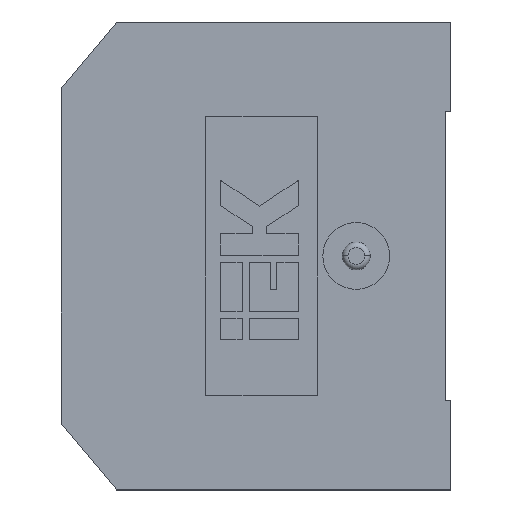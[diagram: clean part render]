
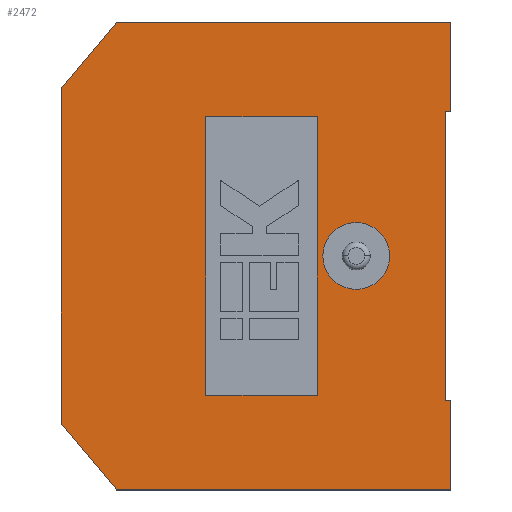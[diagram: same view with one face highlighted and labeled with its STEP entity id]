
A CAD part, top view. The second image highlights one B-rep face of the part: STEP entity #2472.
In plain terms, the highlighted planar face has unit normal (0, 0, 1).
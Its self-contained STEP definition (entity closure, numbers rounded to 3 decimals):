
#36 = VECTOR ( 'NONE', #1473, 1000. ) ;
#54 = VERTEX_POINT ( 'NONE', #88 ) ;
#58 = CARTESIAN_POINT ( 'NONE',  ( 5., 21., 4. ) ) ;
#88 = CARTESIAN_POINT ( 'NONE',  ( 35., 21., 4. ) ) ;
#103 = EDGE_CURVE ( 'NONE', #660, #54, #300, .T. ) ;
#104 = DIRECTION ( 'NONE',  ( -0.64, -0.768, 0. ) ) ;
#107 = PLANE ( 'NONE',  #1734 ) ;
#147 = AXIS2_PLACEMENT_3D ( 'NONE', #1147, #2863, #1411 ) ;
#212 = VECTOR ( 'NONE', #319, 1000. ) ;
#217 = LINE ( 'NONE', #1079, #813 ) ;
#218 = DIRECTION ( 'NONE',  ( -1., 0., 0. ) ) ;
#220 = ORIENTED_EDGE ( 'NONE', *, *, #1089, .T. ) ;
#264 = CARTESIAN_POINT ( 'NONE',  ( 13., -12.5, 4. ) ) ;
#299 = ORIENTED_EDGE ( 'NONE', *, *, #953, .T. ) ;
#300 = LINE ( 'NONE', #350, #886 ) ;
#319 = DIRECTION ( 'NONE',  ( -1., 0., 0. ) ) ;
#350 = CARTESIAN_POINT ( 'NONE',  ( 35., 21., 4. ) ) ;
#451 = VERTEX_POINT ( 'NONE', #1021 ) ;
#466 = CARTESIAN_POINT ( 'NONE',  ( 35., -13., 4. ) ) ;
#469 = ORIENTED_EDGE ( 'NONE', *, *, #939, .F. ) ;
#490 = VERTEX_POINT ( 'NONE', #1162 ) ;
#540 = FACE_BOUND ( 'NONE', #2416, .T. ) ;
#545 = LINE ( 'NONE', #1767, #2983 ) ;
#552 = ORIENTED_EDGE ( 'NONE', *, *, #800, .F. ) ;
#567 = FACE_OUTER_BOUND ( 'NONE', #2973, .T. ) ;
#592 = CARTESIAN_POINT ( 'NONE',  ( 23., 12.5, 4. ) ) ;
#602 = EDGE_CURVE ( 'NONE', #451, #2331, #2656, .T. ) ;
#630 = ORIENTED_EDGE ( 'NONE', *, *, #2953, .F. ) ;
#633 = CARTESIAN_POINT ( 'NONE',  ( 34.5, 13., 4. ) ) ;
#636 = VECTOR ( 'NONE', #1554, 1000. ) ;
#648 = ORIENTED_EDGE ( 'NONE', *, *, #1649, .T. ) ;
#660 = VERTEX_POINT ( 'NONE', #892 ) ;
#706 = CIRCLE ( 'NONE', #147, 3. ) ;
#714 = VERTEX_POINT ( 'NONE', #3075 ) ;
#734 = ORIENTED_EDGE ( 'NONE', *, *, #1591, .T. ) ;
#746 = LINE ( 'NONE', #2579, #1968 ) ;
#756 = DIRECTION ( 'NONE',  ( 0., 0., 1. ) ) ;
#800 = EDGE_CURVE ( 'NONE', #850, #1886, #706, .T. ) ;
#813 = VECTOR ( 'NONE', #104, 1000. ) ;
#847 = DIRECTION ( 'NONE',  ( 0., 1., 0. ) ) ;
#850 = VERTEX_POINT ( 'NONE', #2048 ) ;
#886 = VECTOR ( 'NONE', #970, 1000. ) ;
#892 = CARTESIAN_POINT ( 'NONE',  ( 35., 13., 4. ) ) ;
#939 = EDGE_CURVE ( 'NONE', #1886, #850, #2845, .T. ) ;
#945 = CARTESIAN_POINT ( 'NONE',  ( 34.5, -13., 4. ) ) ;
#953 = EDGE_CURVE ( 'NONE', #1928, #2510, #1553, .T. ) ;
#959 = VECTOR ( 'NONE', #2540, 1000. ) ;
#970 = DIRECTION ( 'NONE',  ( 0., 1., 0. ) ) ;
#993 = CARTESIAN_POINT ( 'NONE',  ( 34.5, 13., 4. ) ) ;
#1011 = VERTEX_POINT ( 'NONE', #1745 ) ;
#1021 = CARTESIAN_POINT ( 'NONE',  ( 13., -12.5, 4. ) ) ;
#1022 = VECTOR ( 'NONE', #2870, 1000. ) ;
#1032 = VERTEX_POINT ( 'NONE', #2025 ) ;
#1035 = ORIENTED_EDGE ( 'NONE', *, *, #2221, .T. ) ;
#1064 = LINE ( 'NONE', #1552, #1676 ) ;
#1079 = CARTESIAN_POINT ( 'NONE',  ( 0., 15., 4. ) ) ;
#1089 = EDGE_CURVE ( 'NONE', #1969, #1928, #1426, .T. ) ;
#1147 = CARTESIAN_POINT ( 'NONE',  ( 26.5, 0., 4. ) ) ;
#1162 = CARTESIAN_POINT ( 'NONE',  ( 5., -21., 4. ) ) ;
#1204 = CARTESIAN_POINT ( 'NONE',  ( 34.5, -13., 4. ) ) ;
#1218 = ORIENTED_EDGE ( 'NONE', *, *, #602, .F. ) ;
#1299 = CARTESIAN_POINT ( 'NONE',  ( 35., -13., 4. ) ) ;
#1317 = CARTESIAN_POINT ( 'NONE',  ( 35., -21., 4. ) ) ;
#1322 = CARTESIAN_POINT ( 'NONE',  ( 0., 0., 4. ) ) ;
#1411 = DIRECTION ( 'NONE',  ( 1., 0., 0. ) ) ;
#1416 = ORIENTED_EDGE ( 'NONE', *, *, #1688, .T. ) ;
#1426 = LINE ( 'NONE', #1204, #2640 ) ;
#1448 = EDGE_CURVE ( 'NONE', #54, #1640, #2304, .T. ) ;
#1461 = ORIENTED_EDGE ( 'NONE', *, *, #2565, .T. ) ;
#1473 = DIRECTION ( 'NONE',  ( 0.64, -0.768, 0. ) ) ;
#1552 = CARTESIAN_POINT ( 'NONE',  ( 5., -21., 4. ) ) ;
#1553 = LINE ( 'NONE', #993, #2771 ) ;
#1554 = DIRECTION ( 'NONE',  ( 0., 1., 0. ) ) ;
#1591 = EDGE_CURVE ( 'NONE', #490, #2193, #1064, .T. ) ;
#1596 = DIRECTION ( 'NONE',  ( 1., 0., 0. ) ) ;
#1598 = FACE_BOUND ( 'NONE', #1787, .T. ) ;
#1640 = VERTEX_POINT ( 'NONE', #1801 ) ;
#1649 = EDGE_CURVE ( 'NONE', #1032, #1808, #2898, .T. ) ;
#1676 = VECTOR ( 'NONE', #3002, 1000. ) ;
#1688 = EDGE_CURVE ( 'NONE', #1640, #1032, #217, .T. ) ;
#1714 = ORIENTED_EDGE ( 'NONE', *, *, #2099, .F. ) ;
#1734 = AXIS2_PLACEMENT_3D ( 'NONE', #2561, #3046, #1596 ) ;
#1740 = LINE ( 'NONE', #2162, #1022 ) ;
#1745 = CARTESIAN_POINT ( 'NONE',  ( 23., 12.5, 4. ) ) ;
#1767 = CARTESIAN_POINT ( 'NONE',  ( 13., 12.5, 4. ) ) ;
#1778 = LINE ( 'NONE', #592, #2350 ) ;
#1787 = EDGE_LOOP ( 'NONE', ( #630, #1714, #1789, #1218 ) ) ;
#1788 = AXIS2_PLACEMENT_3D ( 'NONE', #2222, #756, #2447 ) ;
#1789 = ORIENTED_EDGE ( 'NONE', *, *, #2652, .F. ) ;
#1801 = CARTESIAN_POINT ( 'NONE',  ( 5., 21., 4. ) ) ;
#1808 = VERTEX_POINT ( 'NONE', #2879 ) ;
#1886 = VERTEX_POINT ( 'NONE', #1900 ) ;
#1900 = CARTESIAN_POINT ( 'NONE',  ( 29.5, 0., 4. ) ) ;
#1928 = VERTEX_POINT ( 'NONE', #945 ) ;
#1951 = ORIENTED_EDGE ( 'NONE', *, *, #3049, .T. ) ;
#1968 = VECTOR ( 'NONE', #2836, 1000. ) ;
#1969 = VERTEX_POINT ( 'NONE', #466 ) ;
#2025 = CARTESIAN_POINT ( 'NONE',  ( 0., 15., 4. ) ) ;
#2035 = DIRECTION ( 'NONE',  ( -1., 0., 0. ) ) ;
#2048 = CARTESIAN_POINT ( 'NONE',  ( 23.5, 0., 4. ) ) ;
#2054 = CARTESIAN_POINT ( 'NONE',  ( 23., -12.5, 4. ) ) ;
#2099 = EDGE_CURVE ( 'NONE', #1011, #714, #545, .T. ) ;
#2162 = CARTESIAN_POINT ( 'NONE',  ( 13., 12.5, 4. ) ) ;
#2193 = VERTEX_POINT ( 'NONE', #1317 ) ;
#2205 = CARTESIAN_POINT ( 'NONE',  ( 0., -15., 4. ) ) ;
#2221 = EDGE_CURVE ( 'NONE', #2510, #660, #746, .T. ) ;
#2222 = CARTESIAN_POINT ( 'NONE',  ( 26.5, 0., 4. ) ) ;
#2304 = LINE ( 'NONE', #58, #212 ) ;
#2331 = VERTEX_POINT ( 'NONE', #2054 ) ;
#2350 = VECTOR ( 'NONE', #847, 1000. ) ;
#2416 = EDGE_LOOP ( 'NONE', ( #469, #552 ) ) ;
#2447 = DIRECTION ( 'NONE',  ( 1., 0., 0. ) ) ;
#2472 = ADVANCED_FACE ( 'NONE', ( #540, #1598, #567 ), #107, .T. ) ;
#2510 = VERTEX_POINT ( 'NONE', #633 ) ;
#2540 = DIRECTION ( 'NONE',  ( 0., -1., 0. ) ) ;
#2561 = CARTESIAN_POINT ( 'NONE',  ( 0., 21., 4. ) ) ;
#2565 = EDGE_CURVE ( 'NONE', #2193, #1969, #2585, .T. ) ;
#2579 = CARTESIAN_POINT ( 'NONE',  ( 35., 13., 4. ) ) ;
#2585 = LINE ( 'NONE', #1299, #636 ) ;
#2629 = ORIENTED_EDGE ( 'NONE', *, *, #1448, .T. ) ;
#2640 = VECTOR ( 'NONE', #218, 1000. ) ;
#2652 = EDGE_CURVE ( 'NONE', #2331, #1011, #1778, .T. ) ;
#2656 = LINE ( 'NONE', #264, #2737 ) ;
#2701 = DIRECTION ( 'NONE',  ( 0., 1., 0. ) ) ;
#2709 = DIRECTION ( 'NONE',  ( 1., 0., 0. ) ) ;
#2737 = VECTOR ( 'NONE', #2709, 1000. ) ;
#2771 = VECTOR ( 'NONE', #2701, 1000. ) ;
#2819 = LINE ( 'NONE', #2205, #36 ) ;
#2836 = DIRECTION ( 'NONE',  ( 1., 0., 0. ) ) ;
#2845 = CIRCLE ( 'NONE', #1788, 3. ) ;
#2863 = DIRECTION ( 'NONE',  ( 0., 0., 1. ) ) ;
#2870 = DIRECTION ( 'NONE',  ( 0., -1., 0. ) ) ;
#2879 = CARTESIAN_POINT ( 'NONE',  ( 0., -15., 4. ) ) ;
#2898 = LINE ( 'NONE', #1322, #959 ) ;
#2953 = EDGE_CURVE ( 'NONE', #714, #451, #1740, .T. ) ;
#2973 = EDGE_LOOP ( 'NONE', ( #648, #1951, #734, #1461, #220, #299, #1035, #3043, #2629, #1416 ) ) ;
#2983 = VECTOR ( 'NONE', #2035, 1000. ) ;
#3002 = DIRECTION ( 'NONE',  ( 1., 0., 0. ) ) ;
#3043 = ORIENTED_EDGE ( 'NONE', *, *, #103, .T. ) ;
#3046 = DIRECTION ( 'NONE',  ( 0., 0., 1. ) ) ;
#3049 = EDGE_CURVE ( 'NONE', #1808, #490, #2819, .T. ) ;
#3075 = CARTESIAN_POINT ( 'NONE',  ( 13., 12.5, 4. ) ) ;
